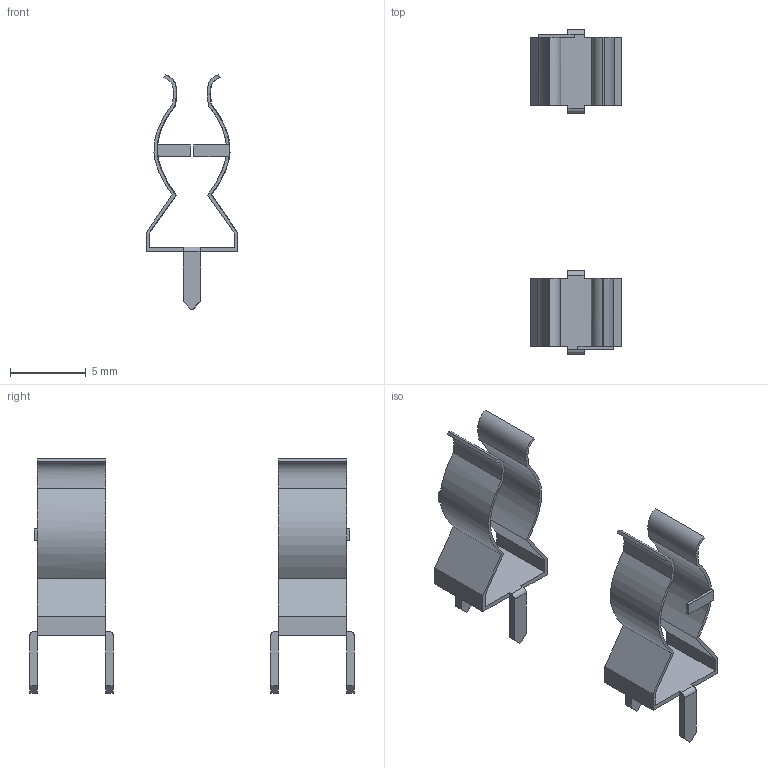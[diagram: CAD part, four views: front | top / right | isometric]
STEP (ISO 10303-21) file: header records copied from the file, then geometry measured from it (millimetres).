
FILE_DESCRIPTION(/* description */ (''),/* implementation_level */ '2;1');
FILE_NAME(/* name */ 'Fuse Assembly v4.step',/* time_stamp */ '2022-12-22T20:01:12Z',/* author */ (''),/* organization */ (''),/* preprocessor_version */ 'ST-DEVELOPER v19.2',/* originating_system */ 'Autodesk Translation Framework v11.17.0.187',/* authorisation */ '');
FILE_SCHEMA (('AUTOMOTIVE_DESIGN { 1 0 10303 214 3 1 1 }'));
Length unit declared in the file: millimetre
Products named in the file (2): Fuse Assembly; Fuse Holder Clip
Assembly tree (2 placements, depth 2):
  Fuse Assembly
    Fuse Holder Clip  x2
Bounding box: 6.03 x 21.43 x 15.5 mm (x, y, z)
Volume: 70 mm3; surface area: 659.1 mm2
Topology: 2 solids, 2 shells, 94 faces, 254 edges, 164 vertices
Faces by surface type: plane 72, bspline 18, cylinder 4
Entity records: 1915 total; most frequent: CARTESIAN_POINT 756, ORIENTED_EDGE 254, DIRECTION 196, EDGE_CURVE 127, LINE 102, VECTOR 102, VERTEX_POINT 82, FACE_OUTER_BOUND 47
